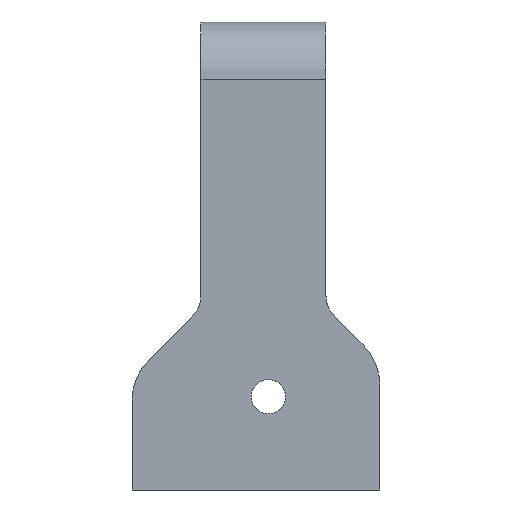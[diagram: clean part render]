
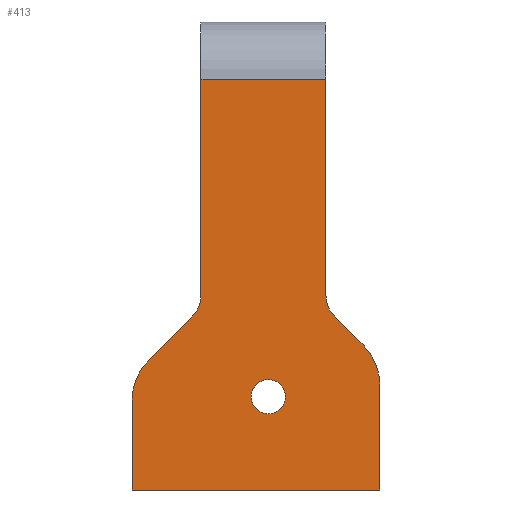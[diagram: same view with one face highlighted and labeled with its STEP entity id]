
A CAD part, left-side view. The second image highlights one B-rep face of the part: STEP entity #413.
In plain terms, the highlighted planar face has unit normal (-1, 0, 0).
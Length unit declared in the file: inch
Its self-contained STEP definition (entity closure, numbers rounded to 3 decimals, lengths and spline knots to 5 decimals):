
#28=FACE_BOUND('',#60,.T.);
#35=FACE_OUTER_BOUND('',#59,.T.);
#59=EDGE_LOOP('',(#294,#295,#296,#297,#298,#299,#300,#301,#302,#303,#304,
#305));
#60=EDGE_LOOP('',(#306));
#85=LINE('',#624,#124);
#90=LINE('',#640,#129);
#92=LINE('',#644,#131);
#93=LINE('',#648,#132);
#94=LINE('',#652,#133);
#95=LINE('',#654,#134);
#96=LINE('',#656,#135);
#97=LINE('',#660,#136);
#124=VECTOR('',#497,0.3937);
#129=VECTOR('',#510,0.3937);
#131=VECTOR('',#514,0.3937);
#132=VECTOR('',#517,0.3937);
#133=VECTOR('',#520,0.3937);
#134=VECTOR('',#521,0.3937);
#135=VECTOR('',#522,0.3937);
#136=VECTOR('',#525,0.3937);
#167=CIRCLE('',#455,0.125);
#168=CIRCLE('',#456,0.25);
#169=CIRCLE('',#457,0.25);
#170=CIRCLE('',#458,0.125);
#171=CIRCLE('',#459,0.07475);
#183=VERTEX_POINT('',#620);
#185=VERTEX_POINT('',#623);
#192=VERTEX_POINT('',#638);
#193=VERTEX_POINT('',#643);
#194=VERTEX_POINT('',#645);
#195=VERTEX_POINT('',#647);
#196=VERTEX_POINT('',#649);
#197=VERTEX_POINT('',#651);
#198=VERTEX_POINT('',#653);
#199=VERTEX_POINT('',#655);
#200=VERTEX_POINT('',#657);
#201=VERTEX_POINT('',#659);
#202=VERTEX_POINT('',#662);
#224=EDGE_CURVE('',#185,#183,#85,.T.);
#232=EDGE_CURVE('',#192,#183,#90,.T.);
#234=EDGE_CURVE('',#192,#193,#92,.T.);
#235=EDGE_CURVE('',#193,#194,#167,.T.);
#236=EDGE_CURVE('',#194,#195,#93,.T.);
#237=EDGE_CURVE('',#195,#196,#168,.T.);
#238=EDGE_CURVE('',#196,#197,#94,.T.);
#239=EDGE_CURVE('',#197,#198,#95,.T.);
#240=EDGE_CURVE('',#198,#199,#96,.T.);
#241=EDGE_CURVE('',#199,#200,#169,.T.);
#242=EDGE_CURVE('',#200,#201,#97,.T.);
#243=EDGE_CURVE('',#201,#185,#170,.T.);
#244=EDGE_CURVE('',#202,#202,#171,.T.);
#294=ORIENTED_EDGE('',*,*,#232,.F.);
#295=ORIENTED_EDGE('',*,*,#234,.T.);
#296=ORIENTED_EDGE('',*,*,#235,.T.);
#297=ORIENTED_EDGE('',*,*,#236,.T.);
#298=ORIENTED_EDGE('',*,*,#237,.T.);
#299=ORIENTED_EDGE('',*,*,#238,.T.);
#300=ORIENTED_EDGE('',*,*,#239,.T.);
#301=ORIENTED_EDGE('',*,*,#240,.T.);
#302=ORIENTED_EDGE('',*,*,#241,.T.);
#303=ORIENTED_EDGE('',*,*,#242,.T.);
#304=ORIENTED_EDGE('',*,*,#243,.T.);
#305=ORIENTED_EDGE('',*,*,#224,.T.);
#306=ORIENTED_EDGE('',*,*,#244,.T.);
#401=PLANE('',#454);
#413=ADVANCED_FACE('',(#35,#28),#401,.F.);
#454=AXIS2_PLACEMENT_3D('',#642,#512,#513);
#455=AXIS2_PLACEMENT_3D('',#646,#515,#516);
#456=AXIS2_PLACEMENT_3D('',#650,#518,#519);
#457=AXIS2_PLACEMENT_3D('',#658,#523,#524);
#458=AXIS2_PLACEMENT_3D('',#661,#526,#527);
#459=AXIS2_PLACEMENT_3D('',#663,#528,#529);
#497=DIRECTION('',(0.,0.,1.));
#510=DIRECTION('',(0.,-1.,0.));
#512=DIRECTION('center_axis',(1.,0.,0.));
#513=DIRECTION('ref_axis',(0.,1.,0.));
#514=DIRECTION('',(0.,0.,-1.));
#515=DIRECTION('center_axis',(1.,0.,0.));
#516=DIRECTION('ref_axis',(0.,-1.,0.));
#517=DIRECTION('',(0.,0.707,-0.707));
#518=DIRECTION('center_axis',(-1.,0.,0.));
#519=DIRECTION('ref_axis',(0.,1.,0.));
#520=DIRECTION('',(0.,0.,-1.));
#521=DIRECTION('',(0.,-1.,0.));
#522=DIRECTION('',(0.,0.,1.));
#523=DIRECTION('center_axis',(-1.,0.,0.));
#524=DIRECTION('ref_axis',(0.,-0.708,0.706));
#525=DIRECTION('',(0.,0.707,0.707));
#526=DIRECTION('center_axis',(1.,0.,0.));
#527=DIRECTION('ref_axis',(0.,0.707,-0.707));
#528=DIRECTION('center_axis',(1.,0.,0.));
#529=DIRECTION('ref_axis',(0.,1.,0.));
#620=CARTESIAN_POINT('',(-0.25,0.235,1.7917));
#623=CARTESIAN_POINT('',(-0.25,0.235,0.84748));
#624=CARTESIAN_POINT('',(-0.25,0.235,0.84748));
#638=CARTESIAN_POINT('',(-0.25,0.78,1.7917));
#640=CARTESIAN_POINT('',(-0.25,0.66,1.7917));
#642=CARTESIAN_POINT('Origin',(-0.25,0.54,1.02085));
#643=CARTESIAN_POINT('',(-0.25,0.78,0.8475));
#644=CARTESIAN_POINT('',(-0.25,0.78,2.0417));
#645=CARTESIAN_POINT('',(-0.25,0.81661,0.75911));
#646=CARTESIAN_POINT('Origin',(-0.25,0.905,0.8475));
#647=CARTESIAN_POINT('',(-0.25,1.00678,0.56895));
#648=CARTESIAN_POINT('',(-0.25,0.81661,0.75911));
#649=CARTESIAN_POINT('',(-0.25,1.08,0.39217));
#650=CARTESIAN_POINT('Origin',(-0.25,0.83,0.39217));
#651=CARTESIAN_POINT('',(-0.25,1.08,0.));
#652=CARTESIAN_POINT('',(-0.25,1.08,0.39217));
#653=CARTESIAN_POINT('',(-0.25,0.,0.));
#654=CARTESIAN_POINT('',(-0.25,0.,0.));
#655=CARTESIAN_POINT('',(-0.25,0.,0.45715));
#656=CARTESIAN_POINT('',(-0.25,0.,0.));
#657=CARTESIAN_POINT('',(-0.25,0.073,0.6337));
#658=CARTESIAN_POINT('Origin',(-0.25,0.25,0.45715));
#659=CARTESIAN_POINT('',(-0.25,0.19839,0.75909));
#660=CARTESIAN_POINT('',(-0.25,0.19839,0.75909));
#661=CARTESIAN_POINT('Origin',(-0.25,0.11,0.84748));
#662=CARTESIAN_POINT('',(-0.25,0.41185,0.4066));
#663=CARTESIAN_POINT('Origin',(-0.25,0.4866,0.4066));
